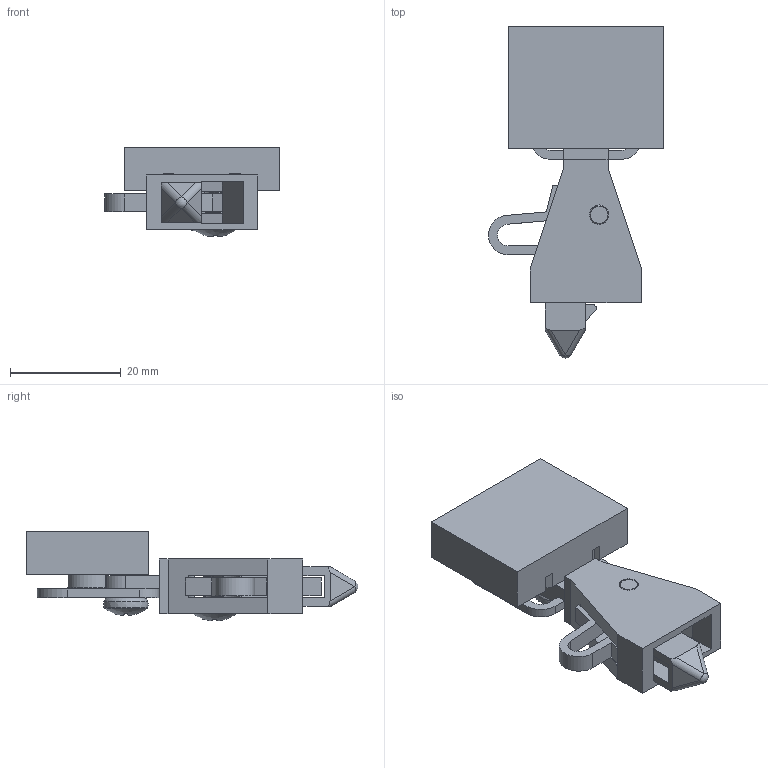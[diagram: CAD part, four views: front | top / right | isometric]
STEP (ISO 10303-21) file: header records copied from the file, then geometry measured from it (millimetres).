
FILE_DESCRIPTION(/* description */ (''),/* implementation_level */ '2;1');
FILE_NAME(/* name */ 'Coupler V2 v2.step',/* time_stamp */ '2025-05-30T18:02:16+05:30',/* author */ (''),/* organization */ (''),/* preprocessor_version */ 'ST-DEVELOPER v20.1',/* originating_system */ 'Autodesk Translation Framework v14.10.0.0',/* authorisation */ '');
FILE_SCHEMA (('AUTOMOTIVE_DESIGN { 1 0 10303 214 3 1 1 }'));
Length unit declared in the file: millimetre
Products named in the file (5): Coupler V2; Coupler; Hook; Spring; 92000A218_Passivated 18-8 Stainless Steel Pan Head Phillips Screws
Assembly tree (5 placements, depth 2):
  Coupler V2
    Coupler
    Hook
    Spring
    92000A218_Passivated 18-8 Stainless Steel Pan Head Phillips Screws  x2
Bounding box: 31.54 x 59.83 x 16.13 mm (x, y, z)
Volume: 8837.7 mm3; surface area: 7113.7 mm2
Topology: 6 solids, 6 shells, 293 faces, 813 edges, 534 vertices
Faces by surface type: plane 134, cylinder 106, bspline 30, cone 16, torus 4, sphere 3
Full cylindrical faces by diameter (mm): 3.091 x18, 3.5 x3, 4 x21, 4.3 x1, 4.4 x1, 4.8 x1
Entity records: 8906 total; most frequent: CARTESIAN_POINT 3352, ORIENTED_EDGE 1184, DIRECTION 1088, EDGE_CURVE 592, VERTEX_POINT 389, AXIS2_PLACEMENT_3D 365, LINE 358, VECTOR 358
